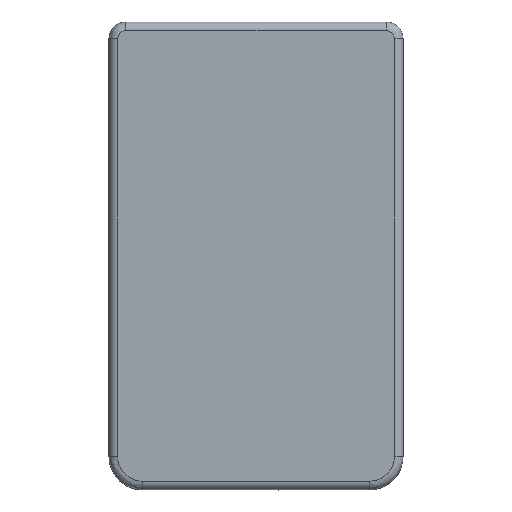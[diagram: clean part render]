
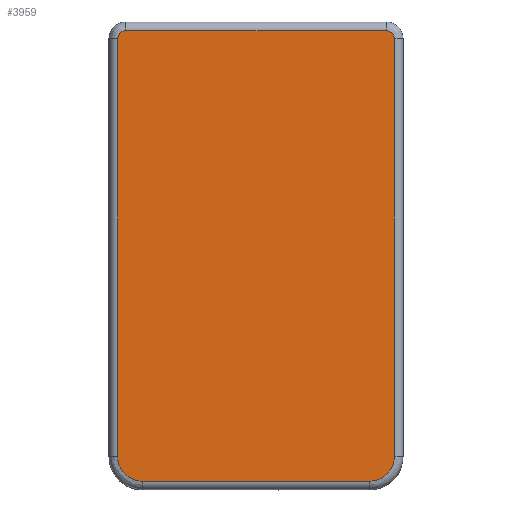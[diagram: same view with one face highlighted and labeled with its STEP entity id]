
A CAD part, top view. The second image highlights one B-rep face of the part: STEP entity #3959.
In plain terms, the highlighted free-form (B-spline) face has degree [1, 1] with [2, 2] control points.
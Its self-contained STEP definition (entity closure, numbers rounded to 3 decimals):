
#3959 = ADVANCED_FACE('',(#3960),#4022,.T.);
#3960 = FACE_BOUND('',#3961,.T.);
#3961 = EDGE_LOOP('',(#3962,#3971,#3979,#3986,#3994,#4001,#4009,#4016));
#3962 = ORIENTED_EDGE('',*,*,#3963,.T.);
#3963 = EDGE_CURVE('',#3964,#3966,#3968,.T.);
#3964 = VERTEX_POINT('',#3965);
#3965 = CARTESIAN_POINT('',(33.728,58.289,
    22.485));
#3966 = VERTEX_POINT('',#3967);
#3967 = CARTESIAN_POINT('',(-33.728,58.289,
    22.485));
#3968 = B_SPLINE_CURVE_WITH_KNOTS('',1,(#3969,#3970),.UNSPECIFIED.,.F.,
  .F.,(2,2),(-52.705,-3.175),.PIECEWISE_BEZIER_KNOTS.);
#3969 = CARTESIAN_POINT('',(33.728,58.289,
    22.485));
#3970 = CARTESIAN_POINT('',(-33.728,58.289,
    22.485));
#3971 = ORIENTED_EDGE('',*,*,#3972,.T.);
#3972 = EDGE_CURVE('',#3966,#3973,#3975,.T.);
#3973 = VERTEX_POINT('',#3974);
#3974 = CARTESIAN_POINT('',(-35.804,56.214,
    22.485));
#3975 = ( BOUNDED_CURVE() B_SPLINE_CURVE(2,(#3976,#3977,#3978),
.UNSPECIFIED.,.F.,.F.) B_SPLINE_CURVE_WITH_KNOTS((3,3),(1.571,
3.142),.PIECEWISE_BEZIER_KNOTS.) CURVE() 
GEOMETRIC_REPRESENTATION_ITEM() RATIONAL_B_SPLINE_CURVE((1.,
0.707,1.)) REPRESENTATION_ITEM('') );
#3976 = CARTESIAN_POINT('',(-33.728,58.289,
    22.485));
#3977 = CARTESIAN_POINT('',(-35.804,58.289,
    22.485));
#3978 = CARTESIAN_POINT('',(-35.804,56.214,
    22.485));
#3979 = ORIENTED_EDGE('',*,*,#3980,.T.);
#3980 = EDGE_CURVE('',#3973,#3981,#3983,.T.);
#3981 = VERTEX_POINT('',#3982);
#3982 = CARTESIAN_POINT('',(-35.804,-51.889,
    22.485));
#3983 = B_SPLINE_CURVE_WITH_KNOTS('',1,(#3984,#3985),.UNSPECIFIED.,.F.,
  .F.,(2,2),(3.175,82.55),.PIECEWISE_BEZIER_KNOTS.);
#3984 = CARTESIAN_POINT('',(-35.804,56.214,
    22.485));
#3985 = CARTESIAN_POINT('',(-35.804,-51.889,
    22.485));
#3986 = ORIENTED_EDGE('',*,*,#3987,.T.);
#3987 = EDGE_CURVE('',#3981,#3988,#3990,.T.);
#3988 = VERTEX_POINT('',#3989);
#3989 = CARTESIAN_POINT('',(-29.404,-58.289,
    22.485));
#3990 = ( BOUNDED_CURVE() B_SPLINE_CURVE(2,(#3991,#3992,#3993),
.UNSPECIFIED.,.F.,.F.) B_SPLINE_CURVE_WITH_KNOTS((3,3),(3.142,
4.712),.PIECEWISE_BEZIER_KNOTS.) CURVE() 
GEOMETRIC_REPRESENTATION_ITEM() RATIONAL_B_SPLINE_CURVE((1.,
0.707,1.)) REPRESENTATION_ITEM('') );
#3991 = CARTESIAN_POINT('',(-35.804,-51.889,
    22.485));
#3992 = CARTESIAN_POINT('',(-35.804,-58.289,
    22.485));
#3993 = CARTESIAN_POINT('',(-29.404,-58.289,
    22.485));
#3994 = ORIENTED_EDGE('',*,*,#3995,.T.);
#3995 = EDGE_CURVE('',#3988,#3996,#3998,.T.);
#3996 = VERTEX_POINT('',#3997);
#3997 = CARTESIAN_POINT('',(29.404,-58.289,
    22.485));
#3998 = B_SPLINE_CURVE_WITH_KNOTS('',1,(#3999,#4000),.UNSPECIFIED.,.F.,
  .F.,(2,2),(6.35,49.53),.PIECEWISE_BEZIER_KNOTS.);
#3999 = CARTESIAN_POINT('',(-29.404,-58.289,
    22.485));
#4000 = CARTESIAN_POINT('',(29.404,-58.289,
    22.485));
#4001 = ORIENTED_EDGE('',*,*,#4002,.T.);
#4002 = EDGE_CURVE('',#3996,#4003,#4005,.T.);
#4003 = VERTEX_POINT('',#4004);
#4004 = CARTESIAN_POINT('',(35.804,-51.889,
    22.485));
#4005 = ( BOUNDED_CURVE() B_SPLINE_CURVE(2,(#4006,#4007,#4008),
.UNSPECIFIED.,.F.,.F.) B_SPLINE_CURVE_WITH_KNOTS((3,3),(4.712,
6.283),.PIECEWISE_BEZIER_KNOTS.) CURVE() 
GEOMETRIC_REPRESENTATION_ITEM() RATIONAL_B_SPLINE_CURVE((1.,
0.707,1.)) REPRESENTATION_ITEM('') );
#4006 = CARTESIAN_POINT('',(29.404,-58.289,
    22.485));
#4007 = CARTESIAN_POINT('',(35.804,-58.289,
    22.485));
#4008 = CARTESIAN_POINT('',(35.804,-51.889,
    22.485));
#4009 = ORIENTED_EDGE('',*,*,#4010,.T.);
#4010 = EDGE_CURVE('',#4003,#4011,#4013,.T.);
#4011 = VERTEX_POINT('',#4012);
#4012 = CARTESIAN_POINT('',(35.804,56.214,
    22.485));
#4013 = B_SPLINE_CURVE_WITH_KNOTS('',1,(#4014,#4015),.UNSPECIFIED.,.F.,
  .F.,(2,2),(-82.55,-3.175),.PIECEWISE_BEZIER_KNOTS.);
#4014 = CARTESIAN_POINT('',(35.804,-51.889,
    22.485));
#4015 = CARTESIAN_POINT('',(35.804,56.214,
    22.485));
#4016 = ORIENTED_EDGE('',*,*,#4017,.T.);
#4017 = EDGE_CURVE('',#4011,#3964,#4018,.T.);
#4018 = ( BOUNDED_CURVE() B_SPLINE_CURVE(2,(#4019,#4020,#4021),
.UNSPECIFIED.,.F.,.F.) B_SPLINE_CURVE_WITH_KNOTS((3,3),(0.,
1.571),.PIECEWISE_BEZIER_KNOTS.) CURVE() 
GEOMETRIC_REPRESENTATION_ITEM() RATIONAL_B_SPLINE_CURVE((1.,
0.707,1.)) REPRESENTATION_ITEM('') );
#4019 = CARTESIAN_POINT('',(35.804,56.214,
    22.485));
#4020 = CARTESIAN_POINT('',(35.804,58.289,
    22.485));
#4021 = CARTESIAN_POINT('',(33.728,58.289,
    22.485));
#4022 = B_SPLINE_SURFACE_WITH_KNOTS('',1,1,(
    (#4023,#4024)
    ,(#4025,#4026
  )),.UNSPECIFIED.,.F.,.F.,.F.,(2,2),(2,2),(1.651,54.229),(-87.249,
    -1.651),.PIECEWISE_BEZIER_KNOTS.);
#4023 = CARTESIAN_POINT('',(-35.804,-58.289,
    22.485));
#4024 = CARTESIAN_POINT('',(-35.804,58.289,
    22.485));
#4025 = CARTESIAN_POINT('',(35.804,-58.289,
    22.485));
#4026 = CARTESIAN_POINT('',(35.804,58.289,
    22.485));
